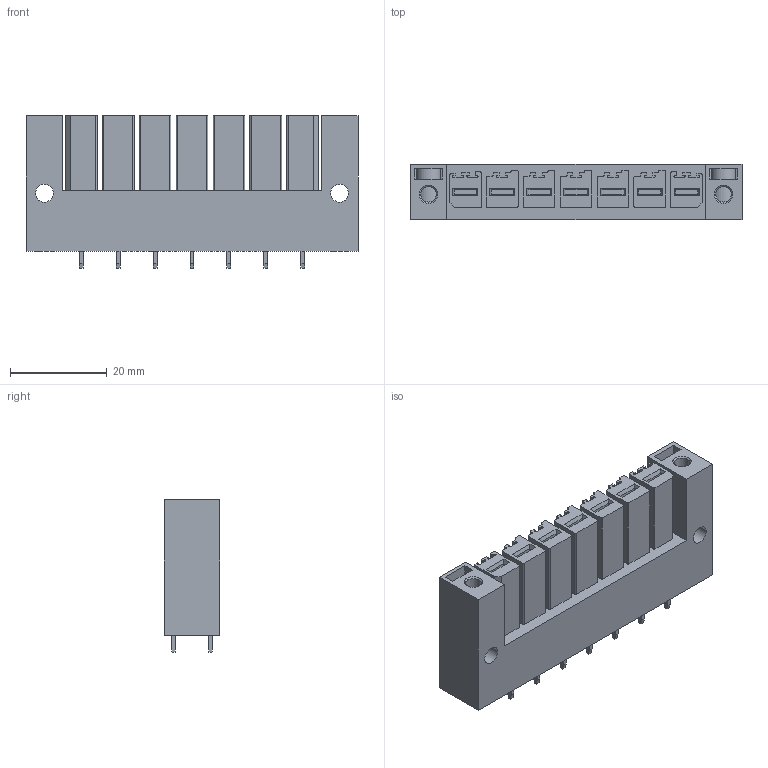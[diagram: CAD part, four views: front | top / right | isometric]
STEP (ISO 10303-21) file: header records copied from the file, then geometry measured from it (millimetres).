
FILE_DESCRIPTION(('CATIA V5 STEP Exchange','CAx-IF Rec.Pracs.--- Model Styling and Organization---1.2---2011-12-15'),'2;1');
FILE_NAME ('D1459289_0_1928780000_1928780000.stp','2018-09-24T15:15:42+00:00',('none'),('Weidmueller'),'CATIA Version 5-6 Release 2014','CATIA V5 STEP AP214','none');
FILE_SCHEMA(('AUTOMOTIVE_DESIGN { 1 0 10303 214 1 1 1 1 }'));
Length unit declared in the file: millimetre
Products named in the file (1): 1928780000
Bounding box: 68.58 x 11.4 x 31.5 mm (x, y, z)
Volume: 15392.1 mm3; surface area: 10019.8 mm2
Topology: 15 solids, 15 shells, 399 faces, 1021 edges, 670 vertices
Faces by surface type: plane 309, cylinder 86, cone 4
Entity records: 11035 total; most frequent: ORIENTED_EDGE 2042, CARTESIAN_POINT 1968, DIRECTION 1489, EDGE_CURVE 1021, VECTOR 817, LINE 817, VERTEX_POINT 670, EDGE_LOOP 429
